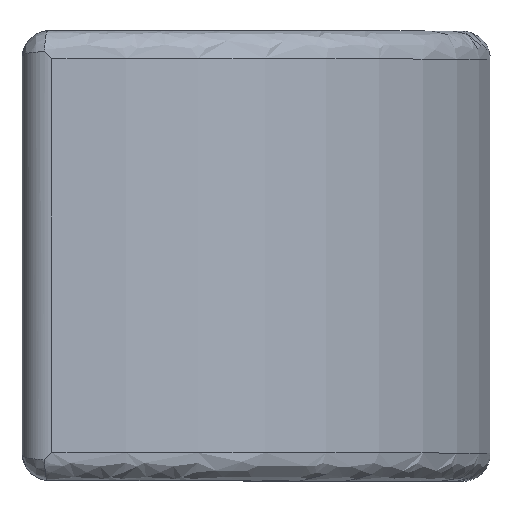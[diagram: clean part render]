
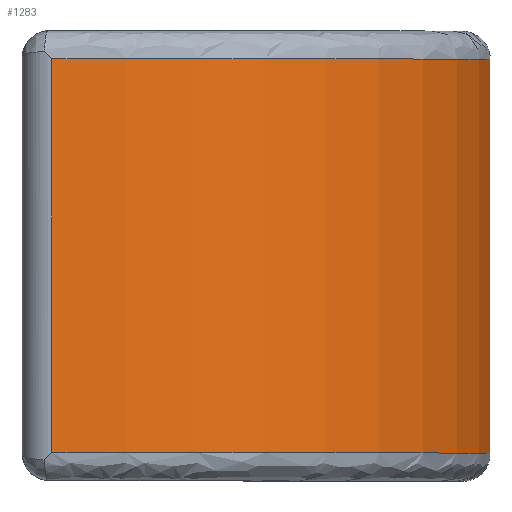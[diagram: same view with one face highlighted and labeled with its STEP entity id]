
A CAD part, top view. The second image highlights one B-rep face of the part: STEP entity #1283.
In plain terms, the highlighted cylindrical face has radius 50 mm (diameter 100 mm), a partial arc.
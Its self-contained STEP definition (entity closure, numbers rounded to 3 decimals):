
#1140=CARTESIAN_POINT('',(49.898,21.,3.191));
#1141=VERTEX_POINT('',#1140);
#1154=CARTESIAN_POINT('',(3.191,21.,49.898));
#1155=VERTEX_POINT('',#1154);
#1163=CARTESIAN_POINT('',(0.,21.,0.));
#1164=DIRECTION('',(0.0,-1.0,0.0));
#1165=DIRECTION('',(0.0,0.0,-1.0));
#1166=AXIS2_PLACEMENT_3D('',#1163,#1164,#1165);
#1167=CIRCLE('',#1166,50.);
#1168=EDGE_CURVE('',#1141,#1155,#1167,.T.);
#1184=CARTESIAN_POINT('',(3.191,-21.0,49.898));
#1185=VERTEX_POINT('',#1184);
#1193=CARTESIAN_POINT('',(3.191,21.,49.898));
#1194=DIRECTION('',(0.0,-1.0,0.0));
#1195=VECTOR('',#1194,42.0);
#1196=LINE('',#1193,#1195);
#1197=EDGE_CURVE('',#1155,#1185,#1196,.T.);
#1230=CARTESIAN_POINT('',(49.898,-21.0,3.191));
#1231=VERTEX_POINT('',#1230);
#1239=CARTESIAN_POINT('',(0.,-21.0,0.));
#1240=DIRECTION('',(0.0,1.0,0.0));
#1241=DIRECTION('',(0.0,0.0,-1.0));
#1242=AXIS2_PLACEMENT_3D('',#1239,#1240,#1241);
#1243=CIRCLE('',#1242,50.);
#1244=EDGE_CURVE('',#1185,#1231,#1243,.T.);
#1263=CARTESIAN_POINT('',(49.898,-21.,3.191));
#1264=DIRECTION('',(0.0,1.0,0.0));
#1265=VECTOR('',#1264,42.0);
#1266=LINE('',#1263,#1265);
#1267=EDGE_CURVE('',#1231,#1141,#1266,.T.);
#1272=CARTESIAN_POINT('',(0.,22.,0.));
#1273=DIRECTION('',(0.0,-1.0,0.0));
#1274=DIRECTION('',(0.0,0.0,-1.0));
#1275=AXIS2_PLACEMENT_3D('',#1272,#1273,#1274);
#1276=CYLINDRICAL_SURFACE('',#1275,50.);
#1277=ORIENTED_EDGE('',*,*,#1244,.T.);
#1278=ORIENTED_EDGE('',*,*,#1267,.T.);
#1279=ORIENTED_EDGE('',*,*,#1168,.T.);
#1280=ORIENTED_EDGE('',*,*,#1197,.T.);
#1281=EDGE_LOOP('',(#1277,#1278,#1279,#1280));
#1282=FACE_OUTER_BOUND('',#1281,.T.);
#1283=ADVANCED_FACE('',(#1282),#1276,.T.);
